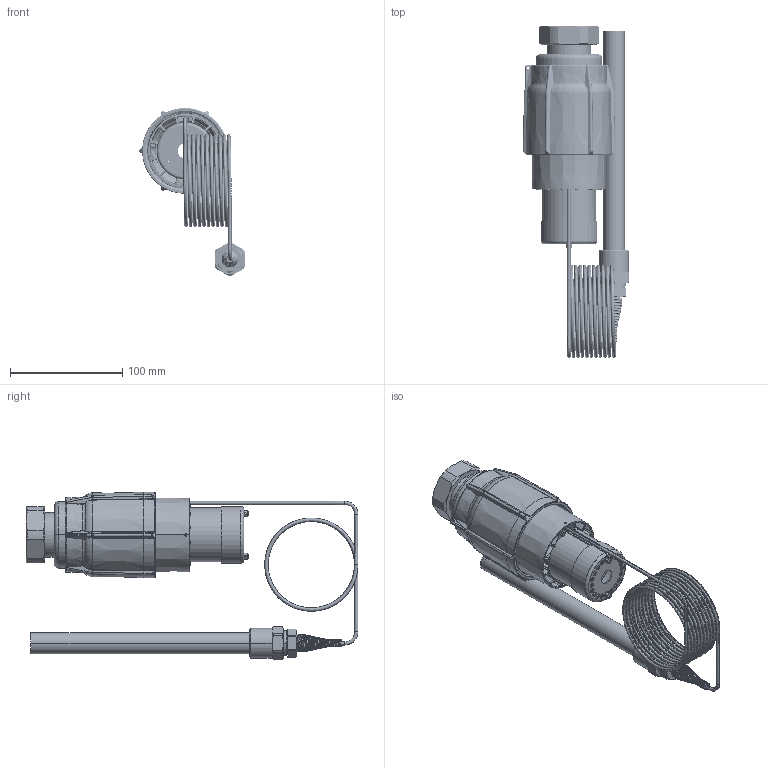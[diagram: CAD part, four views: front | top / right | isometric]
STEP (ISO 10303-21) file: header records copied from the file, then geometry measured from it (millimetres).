
FILE_DESCRIPTION((''),'2;1');
FILE_NAME('065-0608_ASM','2015-03-02T',('u317927'),('Danfoss'),'PRO/ENGINEER BY PARAMETRIC TECHNOLOGY CORPORATION, 2014000','PRO/ENGINEER BY PARAMETRIC TECHNOLOGY CORPORATION, 2014000','');
FILE_SCHEMA(('CONFIG_CONTROL_DESIGN'));
Length unit declared in the file: millimetre
Products named in the file (30): 8460647; 8460537; MANIFOLD_SOLID_BREP_68497; MANIFOLD_SOLID_BREP_111615; MANIFOLD_SOLID_BREP_111652; MANIFOLD_SOLID_BREP_111701; MANIFOLD_SOLID_BREP_111750; MANIFOLD_SOLID_BREP_111799; MANIFOLD_SOLID_BREP_111848; MANIFOLD_SOLID_BREP_111897; MANIFOLD_SOLID_BREP_111946; MANIFOLD_SOLID_BREP_111995; MANIFOLD_SOLID_BREP_112044; 8460531_ASM; 8460530; 8460533; 8460532; 8890090; 8460575; 8460650_ASM_ASM; 8461058; 8460568_ASM_ASM; 5131534; 8460654; 8461051; 8460583; 8460580; 8461059; 065-0608_ASM_ASM; 065-0608_ASM
Assembly tree (30 placements, depth 4):
  065-0608_ASM
    065-0608_ASM_ASM
      8460647
      8460537
      8460531_ASM
        MANIFOLD_SOLID_BREP_68497
        MANIFOLD_SOLID_BREP_111615
        MANIFOLD_SOLID_BREP_111652
        MANIFOLD_SOLID_BREP_111701
        MANIFOLD_SOLID_BREP_111750
        MANIFOLD_SOLID_BREP_111799
        MANIFOLD_SOLID_BREP_111848
        MANIFOLD_SOLID_BREP_111897
        MANIFOLD_SOLID_BREP_111946
        MANIFOLD_SOLID_BREP_111995
        MANIFOLD_SOLID_BREP_112044
      8460530
      8460533
      8460532
      8890090
      8460650_ASM_ASM
        8460575
      8460568_ASM_ASM
        8461058
      5131534  x2
      8460654
      8461051
      8460583
      8460580
      8461059
Bounding box: 94.5 x 295.75 x 149.75 mm (x, y, z)
Volume: 164507.6 mm3; surface area: 234602.9 mm2
Topology: 17 solids, 32 shells, 1927 faces, 5159 edges, 3276 vertices
Faces by surface type: cylinder 561, bspline 561, plane 387, torus 225, cone 162, extrusion 17, revolution 8, sphere 6
Entity records: 106420 total; most frequent: CARTESIAN_POINT 63359, ORIENTED_EDGE 9885, DIRECTION 7280, EDGE_CURVE 5091, VERTEX_POINT 3234, AXIS2_PLACEMENT_3D 2991, B_SPLINE_CURVE_WITH_KNOTS 2263, EDGE_LOOP 2024
